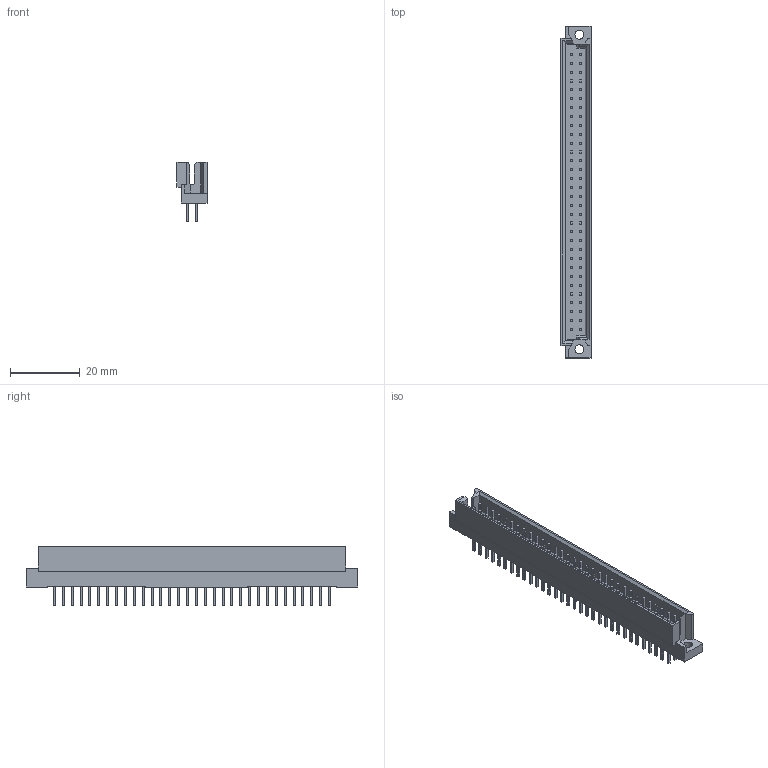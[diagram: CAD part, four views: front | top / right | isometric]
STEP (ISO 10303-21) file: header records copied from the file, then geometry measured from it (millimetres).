
FILE_DESCRIPTION((''),'2;1');
FILE_NAME('AVX_10 8478 064 001 025.stp','2012-12-04T15:39:51',(''),(''),'Mechanical Desktop 2011','Mechanical Desktop 2011',', , ');
FILE_SCHEMA(('AUTOMOTIVE_DESIGN { 1 2 10303 214 1 1 1 1 }'));
Length unit declared in the file: millimetre
Products named in the file (1): Product
Bounding box: 8.6 x 95 x 16.9 mm (x, y, z)
Volume: 5104.1 mm3; surface area: 6645.8 mm2
Topology: 129 solids, 129 shells, 830 faces, 1702 edges, 1130 vertices
Faces by surface type: plane 826, cylinder 4
Entity records: 21274 total; most frequent: CARTESIAN_POINT 3663, ORIENTED_EDGE 3404, DIRECTION 3372, EDGE_CURVE 1702, VECTOR 1694, LINE 1694, VERTEX_POINT 1130, AXIS2_PLACEMENT_3D 839
